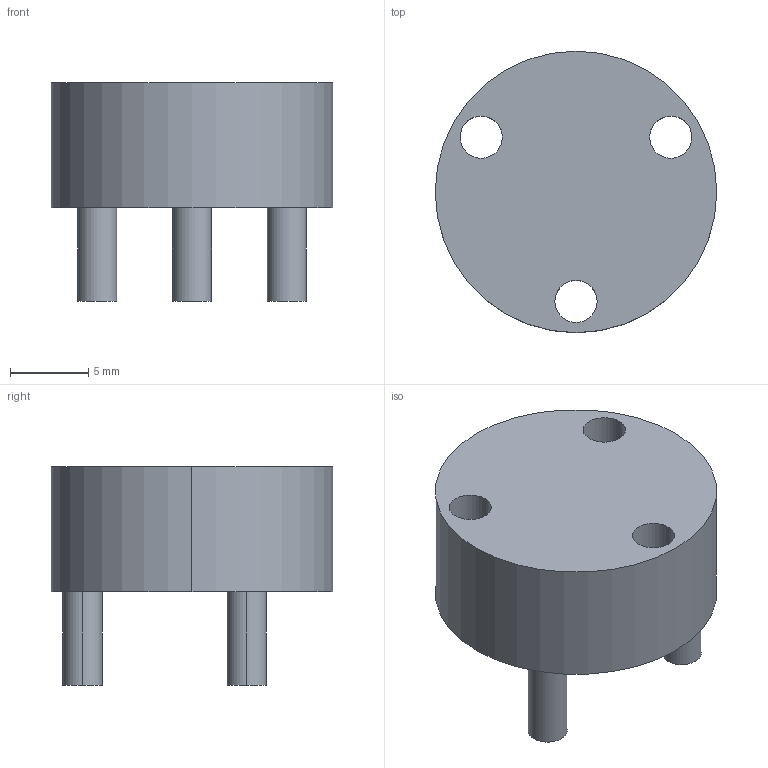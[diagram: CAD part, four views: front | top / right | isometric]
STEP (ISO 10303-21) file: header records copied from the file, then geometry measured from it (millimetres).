
FILE_DESCRIPTION(('CATIA V5 STEP Exchange'),'2;1');
FILE_NAME('SP02_ALPHA_SEPA_FAT_ROULETTE.stp','2025-07-01T17:30:30+00:00',('none'),('none'),'CATIA Version 5 Release 19 GA (IN-10)','CATIA V5 STEP AP203','none');
FILE_SCHEMA(('CONFIG_CONTROL_DESIGN'));
Length unit declared in the file: millimetre
Products named in the file (1): SP02_ALPHA_SEPA_ROULETTE
Bounding box: 18 x 18 x 14 mm (x, y, z)
Volume: 1986.7 mm3; surface area: 1271.9 mm2
Topology: 1 solids, 1 shells, 19 faces, 42 edges, 28 vertices
Faces by surface type: cylinder 14, plane 5
Entity records: 525 total; most frequent: ORIENTED_EDGE 84, CARTESIAN_POINT 81, DIRECTION 62, EDGE_CURVE 42, AXIS2_PLACEMENT_3D 39, CIRCLE 28, EDGE_LOOP 28, VERTEX_POINT 28
